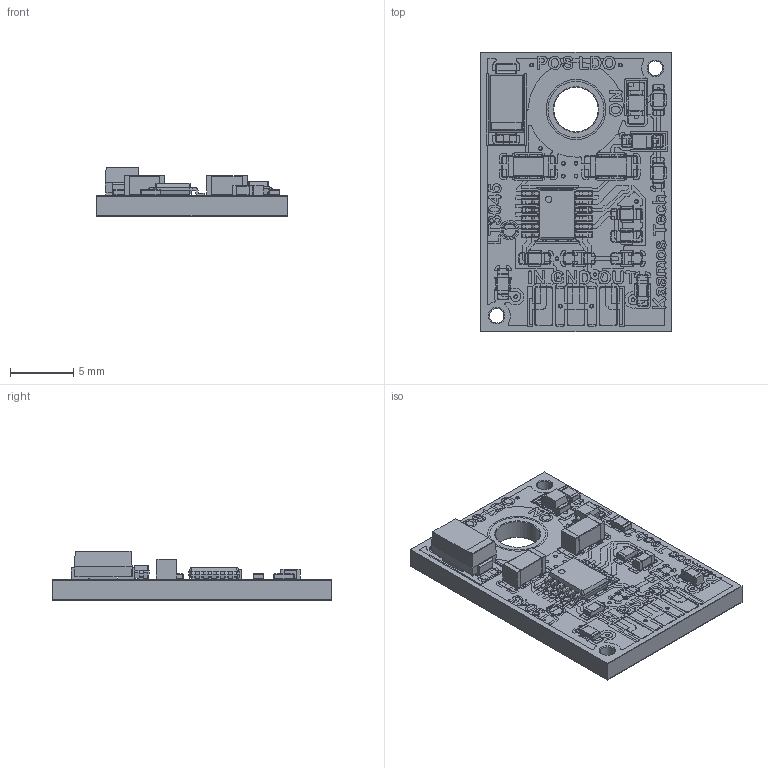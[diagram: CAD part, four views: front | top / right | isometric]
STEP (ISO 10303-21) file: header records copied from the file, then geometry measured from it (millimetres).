
FILE_DESCRIPTION(('KiCad electronic assembly'),'2;1');
FILE_NAME('LT3045_mod.step','2025-11-25T16:50:11',('Pcbnew'),('Kicad'), 'Open CASCADE STEP processor 7.8','KiCad to STEP converter','Unknown' );
FILE_SCHEMA(('AUTOMOTIVE_DESIGN { 1 0 10303 214 1 1 1 1 }'));
Length unit declared in the file: millimetre
Products named in the file (14): LT3045_mod 1; R_0603_1608Metric; C_0603_1608Metric; D_SMA; C_1206_3216Metric; MSOP-12-1EP_3x4.039mm_P0.65mm_EP1.651x2.845mm; D_SOD-323; LED_0805_2012Metric; LT3045_mod_copper; LT3045_mod_pad; LT3045_mod_via; LT3045_mod_silkscreen; LT3045_mod_soldermask; LT3045_mod_PCB
Assembly tree (19 placements, depth 2):
  LT3045_mod 1
    R_0603_1608Metric  x5
    C_0603_1608Metric  x2
    D_SMA
    C_1206_3216Metric  x2
    MSOP-12-1EP_3x4.039mm_P0.65mm_EP1.651x2.845mm
    D_SOD-323
    LED_0805_2012Metric
    LT3045_mod_copper
    LT3045_mod_pad
    LT3045_mod_via
    LT3045_mod_silkscreen
    LT3045_mod_soldermask
    LT3045_mod_PCB
Bounding box: 15 x 22 x 3.88 mm (x, y, z)
Volume: 555.3 mm3; surface area: 2689.5 mm2
Topology: 112 solids, 236 shells, 2442 faces, 11124 edges, 9047 vertices
Faces by surface type: plane 1657, cylinder 733, bspline 52
Full cylindrical faces by diameter (mm): 0.25 x35, 0.275 x62, 0.3 x31, 1 x1, 1.152 x2, 3.5 x1
Entity records: 114797 total; most frequent: CARTESIAN_POINT 22031, DIRECTION 17481, ORIENTED_EDGE 16396, EDGE_CURVE 10708, VERTEX_POINT 8775, LINE 8279, VECTOR 8279, AXIS2_PLACEMENT_3D 4601
